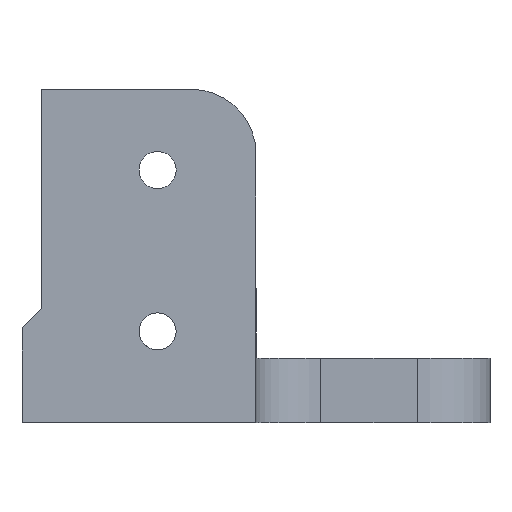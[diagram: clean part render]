
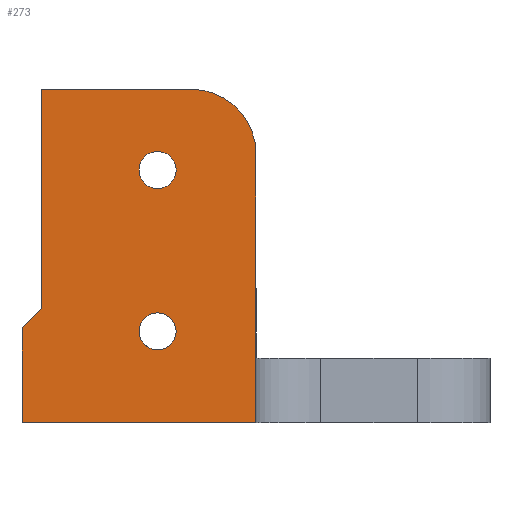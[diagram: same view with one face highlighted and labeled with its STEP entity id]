
A CAD part, left-side view. The second image highlights one B-rep face of the part: STEP entity #273.
In plain terms, the highlighted planar face has unit normal (-1, 0, 0).
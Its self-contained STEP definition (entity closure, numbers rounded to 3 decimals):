
#8 = CARTESIAN_POINT ( 'NONE',  ( -15.5, 6.1, 6.807 ) ) ;
#23 = AXIS2_PLACEMENT_3D ( 'NONE', #39, #564, #107 ) ;
#30 = VERTEX_POINT ( 'NONE', #705 ) ;
#38 = DIRECTION ( 'NONE',  ( 0., 0., 1. ) ) ;
#39 = CARTESIAN_POINT ( 'NONE',  ( -15.5, 6.1, 15.657 ) ) ;
#40 = VERTEX_POINT ( 'NONE', #200 ) ;
#49 = CARTESIAN_POINT ( 'NONE',  ( -15.5, 13.3, 7.08 ) ) ;
#50 = VERTEX_POINT ( 'NONE', #49 ) ;
#56 = CARTESIAN_POINT ( 'NONE',  ( -15.5, 13.3, 7.08 ) ) ;
#66 = CARTESIAN_POINT ( 'NONE',  ( -15.5, 14.5, 5.88 ) ) ;
#74 = AXIS2_PLACEMENT_3D ( 'NONE', #256, #795, #337 ) ;
#75 = FACE_BOUND ( 'NONE', #800, .T. ) ;
#82 = EDGE_CURVE ( 'NONE', #372, #494, #346, .T. ) ;
#85 = LINE ( 'NONE', #111, #868 ) ;
#86 = ORIENTED_EDGE ( 'NONE', *, *, #814, .F. ) ;
#88 = AXIS2_PLACEMENT_3D ( 'NONE', #936, #492, #38 ) ;
#94 = VERTEX_POINT ( 'NONE', #150 ) ;
#96 = CIRCLE ( 'NONE', #225, 1.15 ) ;
#99 = VERTEX_POINT ( 'NONE', #8 ) ;
#103 = ORIENTED_EDGE ( 'NONE', *, *, #201, .F. ) ;
#107 = DIRECTION ( 'NONE',  ( 0., 0., 1. ) ) ;
#111 = CARTESIAN_POINT ( 'NONE',  ( -15.5, 13.3, 20.657 ) ) ;
#113 = VECTOR ( 'NONE', #350, 1000. ) ;
#150 = CARTESIAN_POINT ( 'NONE',  ( -15.5, 13.3, 20.657 ) ) ;
#159 = ORIENTED_EDGE ( 'NONE', *, *, #535, .F. ) ;
#166 = AXIS2_PLACEMENT_3D ( 'NONE', #637, #185, #722 ) ;
#173 = EDGE_CURVE ( 'NONE', #30, #935, #478, .T. ) ;
#185 = DIRECTION ( 'NONE',  ( -1., 0., 0. ) ) ;
#198 = CARTESIAN_POINT ( 'NONE',  ( -15.5, 6.1, 16.807 ) ) ;
#200 = CARTESIAN_POINT ( 'NONE',  ( -15.5, 4., 20.657 ) ) ;
#201 = EDGE_CURVE ( 'NONE', #480, #372, #625, .T. ) ;
#225 = AXIS2_PLACEMENT_3D ( 'NONE', #897, #439, #959 ) ;
#256 = CARTESIAN_POINT ( 'NONE',  ( -15.5, 4., 16.657 ) ) ;
#267 = CARTESIAN_POINT ( 'NONE',  ( -15.5, 14.5, 0. ) ) ;
#270 = CARTESIAN_POINT ( 'NONE',  ( -15.5, 6.1, 4.507 ) ) ;
#273 = ADVANCED_FACE ( 'NONE', ( #75, #455, #679 ), #727, .F. ) ;
#274 = VECTOR ( 'NONE', #495, 1000. ) ;
#281 = DIRECTION ( 'NONE',  ( 0., 0., -1. ) ) ;
#292 = DIRECTION ( 'NONE',  ( 0., -1., 0. ) ) ;
#314 = CIRCLE ( 'NONE', #23, 1.15 ) ;
#317 = EDGE_CURVE ( 'NONE', #617, #480, #648, .T. ) ;
#322 = VECTOR ( 'NONE', #380, 1000. ) ;
#337 = DIRECTION ( 'NONE',  ( 0., 0., -1. ) ) ;
#346 = LINE ( 'NONE', #676, #322 ) ;
#350 = DIRECTION ( 'NONE',  ( 0., -0.707, 0.707 ) ) ;
#372 = VERTEX_POINT ( 'NONE', #267 ) ;
#380 = DIRECTION ( 'NONE',  ( 0., 0., 1. ) ) ;
#397 = VECTOR ( 'NONE', #281, 1000. ) ;
#434 = CARTESIAN_POINT ( 'NONE',  ( -15.5, 0., 16.657 ) ) ;
#439 = DIRECTION ( 'NONE',  ( -1., 0., 0. ) ) ;
#455 = FACE_BOUND ( 'NONE', #664, .T. ) ;
#477 = EDGE_CURVE ( 'NONE', #94, #40, #746, .T. ) ;
#478 = CIRCLE ( 'NONE', #88, 1.15 ) ;
#480 = VERTEX_POINT ( 'NONE', #748 ) ;
#492 = DIRECTION ( 'NONE',  ( -1., 0., 0. ) ) ;
#494 = VERTEX_POINT ( 'NONE', #66 ) ;
#495 = DIRECTION ( 'NONE',  ( 0., 1., 0. ) ) ;
#504 = DIRECTION ( 'NONE',  ( 1., 0., 0. ) ) ;
#518 = EDGE_CURVE ( 'NONE', #935, #30, #314, .T. ) ;
#525 = CIRCLE ( 'NONE', #74, 4. ) ;
#528 = EDGE_CURVE ( 'NONE', #617, #40, #525, .T. ) ;
#535 = EDGE_CURVE ( 'NONE', #783, #99, #693, .T. ) ;
#549 = EDGE_CURVE ( 'NONE', #50, #94, #85, .T. ) ;
#560 = ORIENTED_EDGE ( 'NONE', *, *, #173, .F. ) ;
#564 = DIRECTION ( 'NONE',  ( -1., 0., 0. ) ) ;
#613 = ORIENTED_EDGE ( 'NONE', *, *, #616, .F. ) ;
#616 = EDGE_CURVE ( 'NONE', #99, #783, #96, .T. ) ;
#617 = VERTEX_POINT ( 'NONE', #434 ) ;
#625 = LINE ( 'NONE', #939, #274 ) ;
#631 = ORIENTED_EDGE ( 'NONE', *, *, #317, .F. ) ;
#637 = CARTESIAN_POINT ( 'NONE',  ( -15.5, 6.1, 5.657 ) ) ;
#648 = LINE ( 'NONE', #666, #397 ) ;
#651 = CARTESIAN_POINT ( 'NONE',  ( -15.5, 7., 11. ) ) ;
#664 = EDGE_LOOP ( 'NONE', ( #613, #159 ) ) ;
#666 = CARTESIAN_POINT ( 'NONE',  ( -15.5, 0., 20.657 ) ) ;
#673 = ORIENTED_EDGE ( 'NONE', *, *, #477, .F. ) ;
#676 = CARTESIAN_POINT ( 'NONE',  ( -15.5, 14.5, 0. ) ) ;
#679 = FACE_OUTER_BOUND ( 'NONE', #776, .T. ) ;
#693 = CIRCLE ( 'NONE', #166, 1.15 ) ;
#694 = ORIENTED_EDGE ( 'NONE', *, *, #82, .F. ) ;
#705 = CARTESIAN_POINT ( 'NONE',  ( -15.5, 6.1, 14.507 ) ) ;
#708 = VECTOR ( 'NONE', #292, 1000. ) ;
#722 = DIRECTION ( 'NONE',  ( 0., 0., 1. ) ) ;
#727 = PLANE ( 'NONE',  #846 ) ;
#746 = LINE ( 'NONE', #826, #708 ) ;
#748 = CARTESIAN_POINT ( 'NONE',  ( -15.5, 0., 0. ) ) ;
#776 = EDGE_LOOP ( 'NONE', ( #631, #850, #673, #870, #86, #694, #103 ) ) ;
#783 = VERTEX_POINT ( 'NONE', #270 ) ;
#795 = DIRECTION ( 'NONE',  ( -1., 0., 0. ) ) ;
#800 = EDGE_LOOP ( 'NONE', ( #834, #560 ) ) ;
#801 = DIRECTION ( 'NONE',  ( 0., 0., 1. ) ) ;
#809 = DIRECTION ( 'NONE',  ( 0., 0., -1. ) ) ;
#814 = EDGE_CURVE ( 'NONE', #494, #50, #910, .T. ) ;
#826 = CARTESIAN_POINT ( 'NONE',  ( -15.5, 7., 20.657 ) ) ;
#834 = ORIENTED_EDGE ( 'NONE', *, *, #518, .F. ) ;
#846 = AXIS2_PLACEMENT_3D ( 'NONE', #651, #504, #809 ) ;
#850 = ORIENTED_EDGE ( 'NONE', *, *, #528, .T. ) ;
#868 = VECTOR ( 'NONE', #801, 1000. ) ;
#870 = ORIENTED_EDGE ( 'NONE', *, *, #549, .F. ) ;
#897 = CARTESIAN_POINT ( 'NONE',  ( -15.5, 6.1, 5.657 ) ) ;
#910 = LINE ( 'NONE', #56, #113 ) ;
#935 = VERTEX_POINT ( 'NONE', #198 ) ;
#936 = CARTESIAN_POINT ( 'NONE',  ( -15.5, 6.1, 15.657 ) ) ;
#939 = CARTESIAN_POINT ( 'NONE',  ( -15.5, -23.549, 0. ) ) ;
#959 = DIRECTION ( 'NONE',  ( 0., 0., 1. ) ) ;
